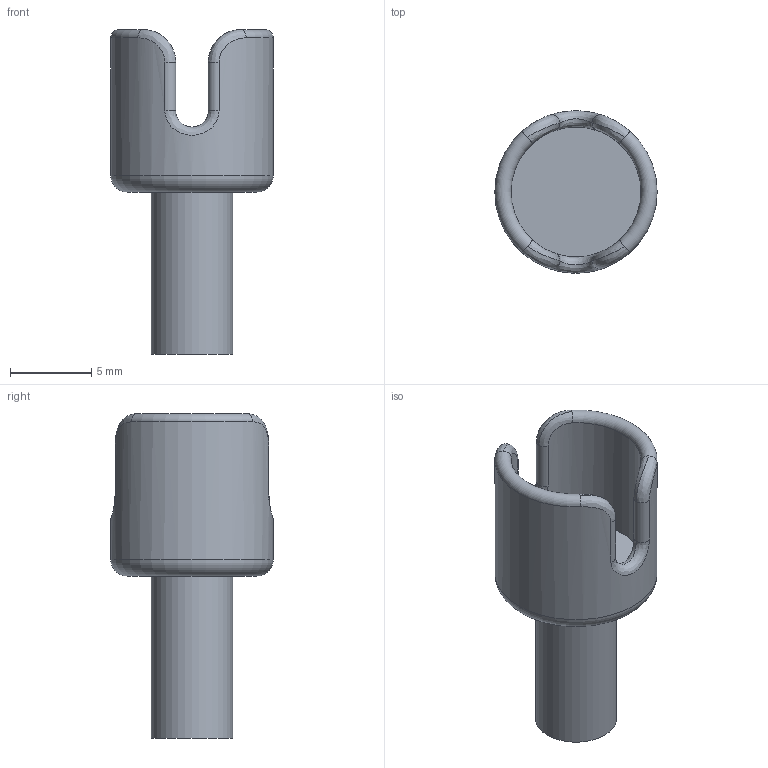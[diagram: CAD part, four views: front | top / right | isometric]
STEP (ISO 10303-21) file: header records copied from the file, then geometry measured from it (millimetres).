
FILE_DESCRIPTION(/* description */ ('Unknown'),/* implementation_level */ '2;1');
FILE_NAME(/* name */ 'Hand_Brake_Cable_Connector',/* time_stamp */ '2024-09-21T20:07:49-03:00',/* author */ ('Unknown'),/* organization */ ('Unknown'),/* preprocessor_version */ 'ST-DEVELOPER v18.102',/* originating_system */ 'Solid Edge',/* authorisation */ 'Unknown');
FILE_SCHEMA (('AUTOMOTIVE_DESIGN {1 0 10303 214 3 1 1}'));
Length unit declared in the file: millimetre
Products named in the file (1): Part2
Bounding box: 10 x 10 x 20 mm (x, y, z)
Volume: 540.7 mm3; surface area: 759 mm2
Topology: 1 solids, 1 shells, 25 faces, 65 edges, 43 vertices
Faces by surface type: bspline 12, cylinder 7, plane 3, torus 3
Full cylindrical faces by diameter (mm): 5 x1, 8 x1, 10 x1
Entity records: 1022 total; most frequent: CARTESIAN_POINT 456, ORIENTED_EDGE 118, DIRECTION 102, EDGE_CURVE 59, AXIS2_PLACEMENT_3D 47, VERTEX_POINT 41, CIRCLE 33, EDGE_LOOP 30
